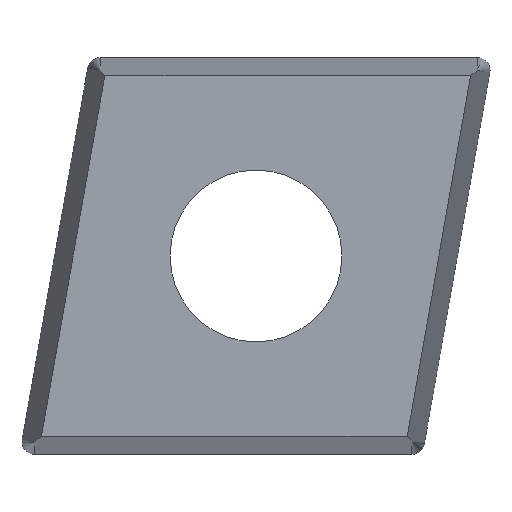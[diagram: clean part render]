
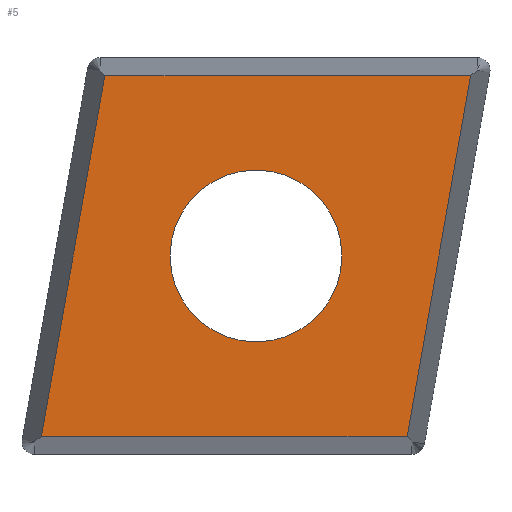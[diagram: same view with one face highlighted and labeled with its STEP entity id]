
A CAD part, front view. The second image highlights one B-rep face of the part: STEP entity #5.
In plain terms, the highlighted planar face has unit normal (0, -1, 0).
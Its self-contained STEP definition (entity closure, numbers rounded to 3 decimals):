
#5 = ADVANCED_FACE ( 'NONE', ( #619, #365 ), #869, .T. ) ;
#33 = DIRECTION ( 'NONE',  ( 0.174, 0., 0.985 ) ) ;
#62 = CARTESIAN_POINT ( 'NONE',  ( 0., -4.76, 0. ) ) ;
#75 = EDGE_CURVE ( 'NONE', #277, #822, #920, .T. ) ;
#76 = CARTESIAN_POINT ( 'NONE',  ( -4.993, -4.76, 5.95 ) ) ;
#78 = CARTESIAN_POINT ( 'NONE',  ( -6.871, -4.76, -5.766 ) ) ;
#84 = LINE ( 'NONE', #1263, #1425 ) ;
#174 = CARTESIAN_POINT ( 'NONE',  ( -4.993, -4.76, 5.766 ) ) ;
#277 = VERTEX_POINT ( 'NONE', #709 ) ;
#283 = DIRECTION ( 'NONE',  ( 0., 0., 1. ) ) ;
#304 = CARTESIAN_POINT ( 'NONE',  ( 4.993, -4.76, -5.766 ) ) ;
#365 = FACE_OUTER_BOUND ( 'NONE', #925, .T. ) ;
#375 = EDGE_CURVE ( 'NONE', #1087, #550, #775, .T. ) ;
#391 = DIRECTION ( 'NONE',  ( 0., 1., 0. ) ) ;
#396 = EDGE_CURVE ( 'NONE', #1388, #1388, #666, .T. ) ;
#425 = DIRECTION ( 'NONE',  ( -1., 0., 0. ) ) ;
#437 = EDGE_CURVE ( 'NONE', #550, #277, #1111, .T. ) ;
#447 = ORIENTED_EDGE ( 'NONE', *, *, #437, .F. ) ;
#467 = ORIENTED_EDGE ( 'NONE', *, *, #1454, .F. ) ;
#536 = AXIS2_PLACEMENT_3D ( 'NONE', #76, #1085, #1440 ) ;
#550 = VERTEX_POINT ( 'NONE', #882 ) ;
#619 = FACE_BOUND ( 'NONE', #1360, .T. ) ;
#629 = VECTOR ( 'NONE', #425, 1000. ) ;
#632 = DIRECTION ( 'NONE',  ( 1., 0., 0. ) ) ;
#666 = CIRCLE ( 'NONE', #1179, 2.75 ) ;
#709 = CARTESIAN_POINT ( 'NONE',  ( 4.838, -4.76, -5.766 ) ) ;
#729 = DIRECTION ( 'NONE',  ( -0.174, 0., -0.985 ) ) ;
#735 = ORIENTED_EDGE ( 'NONE', *, *, #375, .F. ) ;
#775 = LINE ( 'NONE', #174, #1151 ) ;
#822 = VERTEX_POINT ( 'NONE', #78 ) ;
#845 = ORIENTED_EDGE ( 'NONE', *, *, #396, .T. ) ;
#869 = PLANE ( 'NONE',  #536 ) ;
#882 = CARTESIAN_POINT ( 'NONE',  ( 6.871, -4.76, 5.766 ) ) ;
#920 = LINE ( 'NONE', #304, #629 ) ;
#925 = EDGE_LOOP ( 'NONE', ( #735, #467, #944, #447 ) ) ;
#944 = ORIENTED_EDGE ( 'NONE', *, *, #75, .F. ) ;
#948 = CARTESIAN_POINT ( 'NONE',  ( -4.838, -4.76, 5.766 ) ) ;
#1023 = CARTESIAN_POINT ( 'NONE',  ( 0., -4.76, 2.75 ) ) ;
#1085 = DIRECTION ( 'NONE',  ( 0., -1., 0. ) ) ;
#1087 = VERTEX_POINT ( 'NONE', #948 ) ;
#1111 = LINE ( 'NONE', #1294, #1412 ) ;
#1151 = VECTOR ( 'NONE', #632, 1000. ) ;
#1179 = AXIS2_PLACEMENT_3D ( 'NONE', #62, #391, #283 ) ;
#1263 = CARTESIAN_POINT ( 'NONE',  ( -6.909, -4.76, -5.982 ) ) ;
#1294 = CARTESIAN_POINT ( 'NONE',  ( 6.909, -4.76, 5.982 ) ) ;
#1360 = EDGE_LOOP ( 'NONE', ( #845 ) ) ;
#1388 = VERTEX_POINT ( 'NONE', #1023 ) ;
#1412 = VECTOR ( 'NONE', #729, 1000. ) ;
#1425 = VECTOR ( 'NONE', #33, 1000. ) ;
#1440 = DIRECTION ( 'NONE',  ( 0., 0., -1. ) ) ;
#1454 = EDGE_CURVE ( 'NONE', #822, #1087, #84, .T. ) ;
